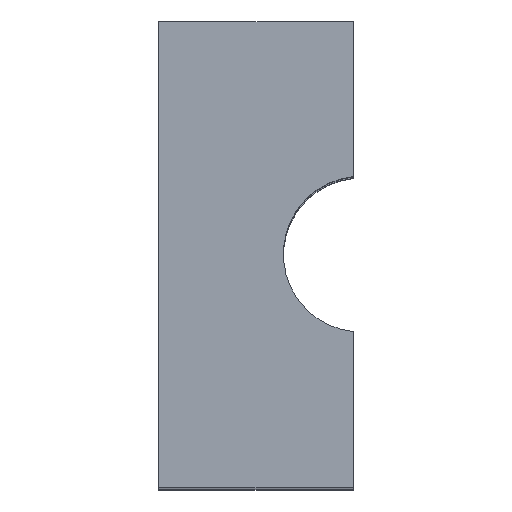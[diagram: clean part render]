
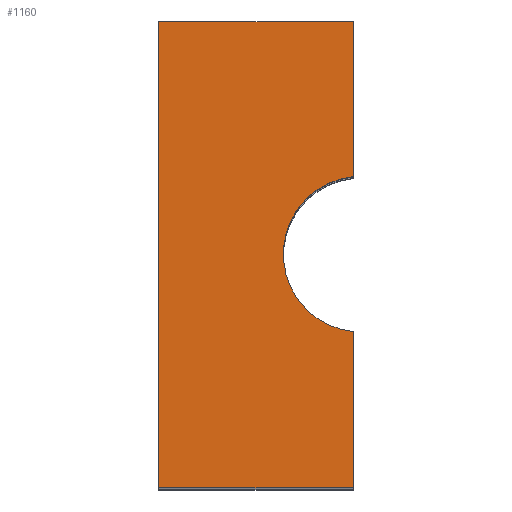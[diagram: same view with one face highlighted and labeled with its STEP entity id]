
A CAD part, top view. The second image highlights one B-rep face of the part: STEP entity #1160.
In plain terms, the highlighted face is planar.
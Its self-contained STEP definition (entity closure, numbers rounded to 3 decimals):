
#14 = CARTESIAN_POINT ( 'NONE',  ( 65.5, -4.975, 17.5 ) ) ;
#19 = CIRCLE ( 'NONE', #1363, 5. ) ;
#28 = CARTESIAN_POINT ( 'NONE',  ( 65.5, 0., 17. ) ) ;
#39 = VERTEX_POINT ( 'NONE', #515 ) ;
#134 = LINE ( 'NONE', #278, #782 ) ;
#139 = ORIENTED_EDGE ( 'NONE', *, *, #1378, .T. ) ;
#195 = DIRECTION ( 'NONE',  ( 1., 0., 0. ) ) ;
#278 = CARTESIAN_POINT ( 'NONE',  ( 65.5, 11., 17.5 ) ) ;
#307 = AXIS2_PLACEMENT_3D ( 'NONE', #895, #195, #314 ) ;
#314 = DIRECTION ( 'NONE',  ( 0., 0., -1. ) ) ;
#380 = DIRECTION ( 'NONE',  ( 0., 0., -1. ) ) ;
#383 = LINE ( 'NONE', #1498, #875 ) ;
#390 = CARTESIAN_POINT ( 'NONE',  ( 65.5, -15., 25. ) ) ;
#407 = VERTEX_POINT ( 'NONE', #839 ) ;
#408 = CARTESIAN_POINT ( 'NONE',  ( 65.5, 14.887, 17.5 ) ) ;
#467 = VERTEX_POINT ( 'NONE', #607 ) ;
#515 = CARTESIAN_POINT ( 'NONE',  ( 65.5, -15., 30. ) ) ;
#544 = EDGE_CURVE ( 'NONE', #1042, #407, #134, .T. ) ;
#553 = EDGE_CURVE ( 'NONE', #39, #1059, #933, .T. ) ;
#579 = ORIENTED_EDGE ( 'NONE', *, *, #931, .F. ) ;
#588 = LINE ( 'NONE', #1259, #1122 ) ;
#607 = CARTESIAN_POINT ( 'NONE',  ( 65.5, 14.887, 30. ) ) ;
#654 = ORIENTED_EDGE ( 'NONE', *, *, #553, .T. ) ;
#656 = ORIENTED_EDGE ( 'NONE', *, *, #971, .F. ) ;
#771 = PLANE ( 'NONE',  #307 ) ;
#782 = VECTOR ( 'NONE', #1097, 1000. ) ;
#839 = CARTESIAN_POINT ( 'NONE',  ( 65.5, 4.975, 17.5 ) ) ;
#875 = VECTOR ( 'NONE', #1032, 1000. ) ;
#880 = CARTESIAN_POINT ( 'NONE',  ( 65.5, -15., 17.5 ) ) ;
#895 = CARTESIAN_POINT ( 'NONE',  ( 65.5, 11., -30. ) ) ;
#931 = EDGE_CURVE ( 'NONE', #407, #953, #19, .T. ) ;
#933 = LINE ( 'NONE', #390, #1039 ) ;
#953 = VERTEX_POINT ( 'NONE', #14 ) ;
#971 = EDGE_CURVE ( 'NONE', #39, #467, #1102, .T. ) ;
#1017 = VECTOR ( 'NONE', #1449, 1000. ) ;
#1032 = DIRECTION ( 'NONE',  ( 0., 0., 1. ) ) ;
#1039 = VECTOR ( 'NONE', #1339, 1000. ) ;
#1042 = VERTEX_POINT ( 'NONE', #408 ) ;
#1059 = VERTEX_POINT ( 'NONE', #880 ) ;
#1097 = DIRECTION ( 'NONE',  ( 0., -1., 0. ) ) ;
#1102 = LINE ( 'NONE', #1217, #1017 ) ;
#1122 = VECTOR ( 'NONE', #1476, 1000. ) ;
#1160 = ADVANCED_FACE ( 'NONE', ( #1310 ), #771, .T. ) ;
#1217 = CARTESIAN_POINT ( 'NONE',  ( 65.5, 0., 30. ) ) ;
#1221 = EDGE_CURVE ( 'NONE', #953, #1059, #588, .T. ) ;
#1259 = CARTESIAN_POINT ( 'NONE',  ( 65.5, 11., 17.5 ) ) ;
#1310 = FACE_OUTER_BOUND ( 'NONE', #1504, .T. ) ;
#1330 = DIRECTION ( 'NONE',  ( 1., 0., 0. ) ) ;
#1339 = DIRECTION ( 'NONE',  ( 0., 0., -1. ) ) ;
#1363 = AXIS2_PLACEMENT_3D ( 'NONE', #28, #1330, #380 ) ;
#1378 = EDGE_CURVE ( 'NONE', #1042, #467, #383, .T. ) ;
#1449 = DIRECTION ( 'NONE',  ( 0., 1., 0. ) ) ;
#1460 = ORIENTED_EDGE ( 'NONE', *, *, #544, .F. ) ;
#1476 = DIRECTION ( 'NONE',  ( 0., -1., 0. ) ) ;
#1482 = ORIENTED_EDGE ( 'NONE', *, *, #1221, .F. ) ;
#1498 = CARTESIAN_POINT ( 'NONE',  ( 65.5, 14.887, -30. ) ) ;
#1504 = EDGE_LOOP ( 'NONE', ( #1460, #139, #656, #654, #1482, #579 ) ) ;
